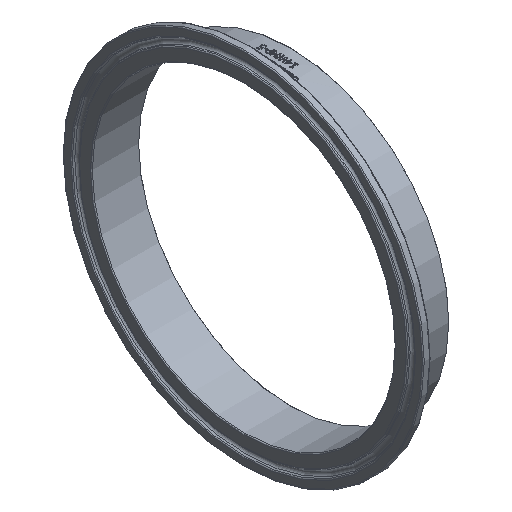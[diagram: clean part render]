
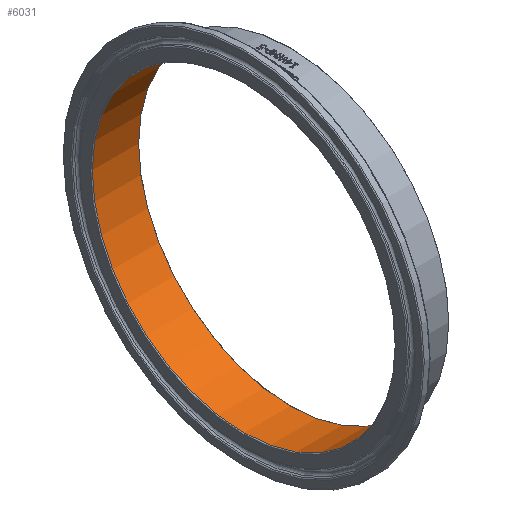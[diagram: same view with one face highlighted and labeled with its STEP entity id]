
A CAD part, isometric view. The second image highlights one B-rep face of the part: STEP entity #6031.
In plain terms, the highlighted cylindrical face has radius 60.731 mm (diameter 121.463 mm), a full revolution.
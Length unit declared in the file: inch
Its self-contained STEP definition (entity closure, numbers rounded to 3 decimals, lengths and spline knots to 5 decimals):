
#101=FACE_BOUND('',#1104,.T.);
#731=FACE_OUTER_BOUND('',#1103,.T.);
#1103=EDGE_LOOP('',(#5617));
#1104=EDGE_LOOP('',(#5618));
#1277=CIRCLE('',#6414,2.391);
#1279=CIRCLE('',#6418,2.391);
#2973=VERTEX_POINT('',#13178);
#2975=VERTEX_POINT('',#13184);
#3861=EDGE_CURVE('',#2973,#2973,#1277,.T.);
#3863=EDGE_CURVE('',#2975,#2975,#1279,.T.);
#5617=ORIENTED_EDGE('',*,*,#3863,.F.);
#5618=ORIENTED_EDGE('',*,*,#3861,.F.);
#5683=CYLINDRICAL_SURFACE('',#6417,2.391);
#6031=ADVANCED_FACE('',(#731,#101),#5683,.F.);
#6414=AXIS2_PLACEMENT_3D('',#13179,#7584,#7585);
#6417=AXIS2_PLACEMENT_3D('',#13183,#7590,#7591);
#6418=AXIS2_PLACEMENT_3D('',#13185,#7592,#7593);
#7584=DIRECTION('center_axis',(-1.,0.,0.));
#7585=DIRECTION('ref_axis',(0.,-1.,0.));
#7590=DIRECTION('center_axis',(1.,0.,0.));
#7591=DIRECTION('ref_axis',(0.,1.,0.));
#7592=DIRECTION('center_axis',(1.,0.,0.));
#7593=DIRECTION('ref_axis',(0.,-1.,0.));
#13178=CARTESIAN_POINT('',(0.745,2.391,0.));
#13179=CARTESIAN_POINT('Origin',(0.745,0.,0.));
#13183=CARTESIAN_POINT('Origin',(0.3905,0.,0.));
#13184=CARTESIAN_POINT('',(0.015,2.391,0.));
#13185=CARTESIAN_POINT('Origin',(0.015,0.,0.));
